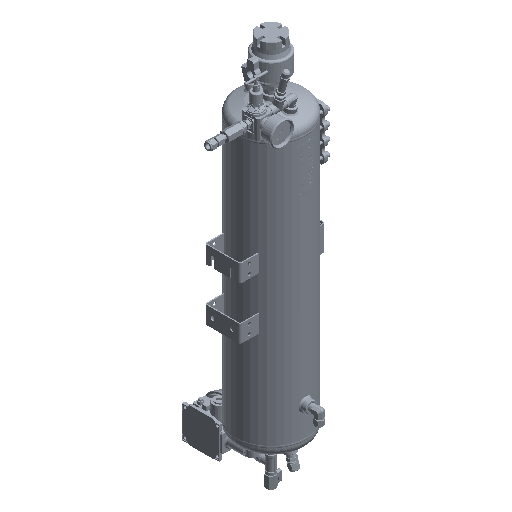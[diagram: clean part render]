
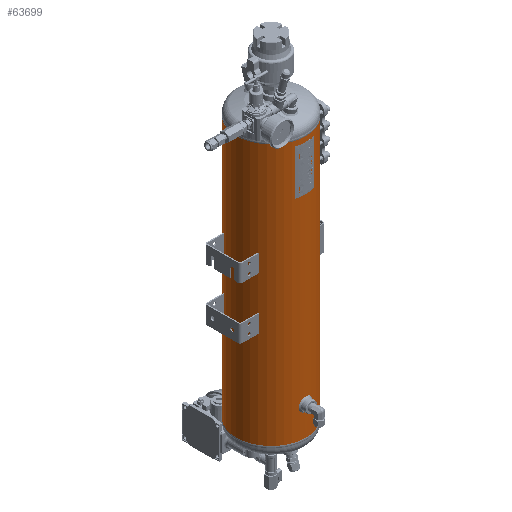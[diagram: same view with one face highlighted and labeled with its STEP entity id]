
A CAD part, isometric view. The second image highlights one B-rep face of the part: STEP entity #63699.
In plain terms, the highlighted cylindrical face has radius 100 mm (diameter 200 mm), a partial arc.
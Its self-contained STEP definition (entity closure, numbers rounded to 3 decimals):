
#3864=B_SPLINE_CURVE_WITH_KNOTS('',3,(#105428,#105429,#105430,#105431,#105432,
#105433,#105434,#105435,#105436,#105437,#105438),.UNSPECIFIED.,.T.,.F.,
(1,1,1,1,1,1,1,1,1,1,1,1,1,1,1),(-0.012,-0.008,
-0.004,0.,0.004,0.008,0.012,
0.016,0.02,0.023,0.027,
0.031,0.035,0.039,0.043),
 .UNSPECIFIED.);
#3865=B_SPLINE_CURVE_WITH_KNOTS('',3,(#105440,#105441,#105442,#105443,#105444,
#105445,#105446,#105447,#105448,#105449,#105450),.UNSPECIFIED.,.T.,.F.,
(1,1,1,1,1,1,1,1,1,1,1,1,1,1,1),(-0.012,-0.008,
-0.004,0.,0.004,0.008,0.012,
0.016,0.02,0.023,0.027,
0.031,0.035,0.039,0.043),
 .UNSPECIFIED.);
#3866=B_SPLINE_CURVE_WITH_KNOTS('',3,(#105452,#105453,#105454,#105455,#105456,
#105457,#105458,#105459,#105460,#105461,#105462,#105463,#105464,#105465,
#105466,#105467,#105468,#105469,#105470),.UNSPECIFIED.,.T.,.F.,(1,1,1,1,
1,1,1,1,1,1,1,1,1,1,1,1,1,1,1,1,1,1,1),(-0.018,-0.012,
-0.006,0.,0.006,0.012,
0.018,0.023,0.029,0.035,
0.041,0.047,0.053,0.059,
0.065,0.07,0.076,0.082,
0.088,0.094,0.1,0.106,
0.112),.UNSPECIFIED.);
#6429=LINE('',#105472,#10356);
#6430=LINE('',#105477,#10357);
#10356=VECTOR('',#87544,1000.);
#10357=VECTOR('',#87547,1000.);
#14288=ORIENTED_EDGE('',*,*,#33592,.T.);
#14289=ORIENTED_EDGE('',*,*,#33593,.T.);
#14290=ORIENTED_EDGE('',*,*,#33594,.T.);
#14291=ORIENTED_EDGE('',*,*,#33595,.T.);
#14292=ORIENTED_EDGE('',*,*,#33596,.T.);
#14293=ORIENTED_EDGE('',*,*,#33597,.F.);
#14294=ORIENTED_EDGE('',*,*,#33598,.F.);
#33592=EDGE_CURVE('',#43244,#43244,#3864,.T.);
#33593=EDGE_CURVE('',#43245,#43245,#3865,.T.);
#33594=EDGE_CURVE('',#43246,#43246,#3866,.T.);
#33595=EDGE_CURVE('',#43247,#43248,#6429,.T.);
#33596=EDGE_CURVE('',#43248,#43249,#49774,.T.);
#33597=EDGE_CURVE('',#43250,#43249,#6430,.T.);
#33598=EDGE_CURVE('',#43247,#43250,#49775,.T.);
#43244=VERTEX_POINT('',#105439);
#43245=VERTEX_POINT('',#105451);
#43246=VERTEX_POINT('',#105471);
#43247=VERTEX_POINT('',#105473);
#43248=VERTEX_POINT('',#105474);
#43249=VERTEX_POINT('',#105476);
#43250=VERTEX_POINT('',#105478);
#49774=CIRCLE('',#80580,100.);
#49775=CIRCLE('',#80581,100.);
#52478=EDGE_LOOP('',(#14288));
#52479=EDGE_LOOP('',(#14289));
#52480=EDGE_LOOP('',(#14290));
#52481=EDGE_LOOP('',(#14291,#14292,#14293,#14294));
#57530=FACE_BOUND('',#52478,.T.);
#57531=FACE_BOUND('',#52479,.T.);
#57532=FACE_BOUND('',#52480,.T.);
#57533=FACE_BOUND('',#52481,.T.);
#62580=CYLINDRICAL_SURFACE('',#80579,100.);
#63699=ADVANCED_FACE('',(#57530,#57531,#57532,#57533),#62580,.T.);
#80579=AXIS2_PLACEMENT_3D('',#105427,#87542,#87543);
#80580=AXIS2_PLACEMENT_3D('',#105475,#87545,#87546);
#80581=AXIS2_PLACEMENT_3D('',#105479,#87548,#87549);
#87542=DIRECTION('',(0.,-1.,0.));
#87543=DIRECTION('',(0.,0.,-1.));
#87544=DIRECTION('',(0.,-1.,0.));
#87545=DIRECTION('',(0.,1.,0.));
#87546=DIRECTION('',(1.,0.,0.));
#87547=DIRECTION('',(0.,-1.,0.));
#87548=DIRECTION('',(0.,1.,0.));
#87549=DIRECTION('',(1.,0.,0.));
#105427=CARTESIAN_POINT('',(0.,750.,0.));
#105428=CARTESIAN_POINT('',(-3.915,48.922,-99.938));
#105429=CARTESIAN_POINT('',(-5.542,44.999,-99.844));
#105430=CARTESIAN_POINT('',(-3.916,41.082,-99.938));
#105431=CARTESIAN_POINT('',(-0.004,39.46,-100.031));
#105432=CARTESIAN_POINT('',(3.917,41.079,-99.938));
#105433=CARTESIAN_POINT('',(5.54,44.999,-99.844));
#105434=CARTESIAN_POINT('',(3.922,48.913,-99.937));
#105435=CARTESIAN_POINT('',(0.006,50.541,-100.031));
#105436=CARTESIAN_POINT('',(-3.915,48.922,-99.938));
#105437=CARTESIAN_POINT('',(-5.542,44.999,-99.844));
#105438=CARTESIAN_POINT('',(-3.916,41.082,-99.938));
#105439=CARTESIAN_POINT('',(-5.,45.,-99.875));
#105440=CARTESIAN_POINT('',(-3.915,158.922,-99.938));
#105441=CARTESIAN_POINT('',(-5.542,154.999,-99.844));
#105442=CARTESIAN_POINT('',(-3.916,151.082,-99.938));
#105443=CARTESIAN_POINT('',(-0.004,149.46,-100.031));
#105444=CARTESIAN_POINT('',(3.917,151.079,-99.938));
#105445=CARTESIAN_POINT('',(5.54,154.999,-99.844));
#105446=CARTESIAN_POINT('',(3.922,158.913,-99.937));
#105447=CARTESIAN_POINT('',(0.006,160.541,-100.031));
#105448=CARTESIAN_POINT('',(-3.915,158.922,-99.938));
#105449=CARTESIAN_POINT('',(-5.542,154.999,-99.844));
#105450=CARTESIAN_POINT('',(-3.916,151.082,-99.938));
#105451=CARTESIAN_POINT('',(-5.,155.,-99.875));
#105452=CARTESIAN_POINT('',(-98.994,672.42,14.208));
#105453=CARTESIAN_POINT('',(-98.806,666.495,15.395));
#105454=CARTESIAN_POINT('',(-98.993,660.6,14.214));
#105455=CARTESIAN_POINT('',(-99.436,655.617,10.88));
#105456=CARTESIAN_POINT('',(-99.878,652.286,5.9));
#105457=CARTESIAN_POINT('',(-100.061,651.109,0.009));
#105458=CARTESIAN_POINT('',(-99.879,652.279,-5.887));
#105459=CARTESIAN_POINT('',(-99.437,655.615,-10.879));
#105460=CARTESIAN_POINT('',(-98.992,660.601,-14.215));
#105461=CARTESIAN_POINT('',(-98.807,666.494,-15.391));
#105462=CARTESIAN_POINT('',(-98.992,672.387,-14.219));
#105463=CARTESIAN_POINT('',(-99.435,677.371,-10.892));
#105464=CARTESIAN_POINT('',(-99.877,680.709,-5.914));
#105465=CARTESIAN_POINT('',(-100.061,681.893,-0.013));
#105466=CARTESIAN_POINT('',(-99.878,680.72,5.889));
#105467=CARTESIAN_POINT('',(-99.437,677.387,10.874));
#105468=CARTESIAN_POINT('',(-98.994,672.42,14.208));
#105469=CARTESIAN_POINT('',(-98.806,666.495,15.395));
#105470=CARTESIAN_POINT('',(-98.993,660.6,14.214));
#105471=CARTESIAN_POINT('',(-98.869,666.5,15.));
#105472=CARTESIAN_POINT('',(0.254,801.561,100.));
#105473=CARTESIAN_POINT('',(0.254,750.,100.));
#105474=CARTESIAN_POINT('',(0.254,0.,100.));
#105475=CARTESIAN_POINT('',(0.,0.,0.));
#105476=CARTESIAN_POINT('',(-0.254,0.,100.));
#105477=CARTESIAN_POINT('',(-0.254,801.561,100.));
#105478=CARTESIAN_POINT('',(-0.254,750.,100.));
#105479=CARTESIAN_POINT('',(0.,750.,0.));
